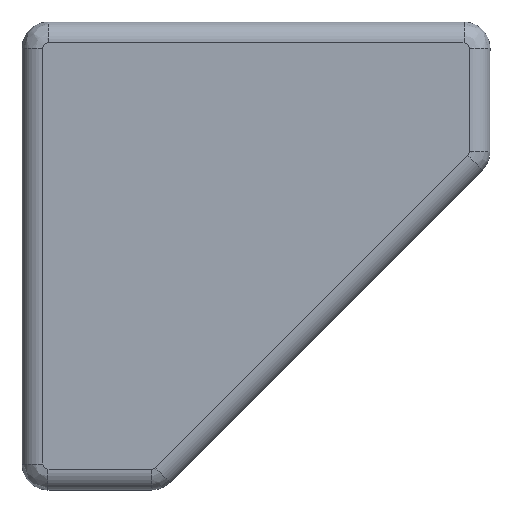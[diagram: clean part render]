
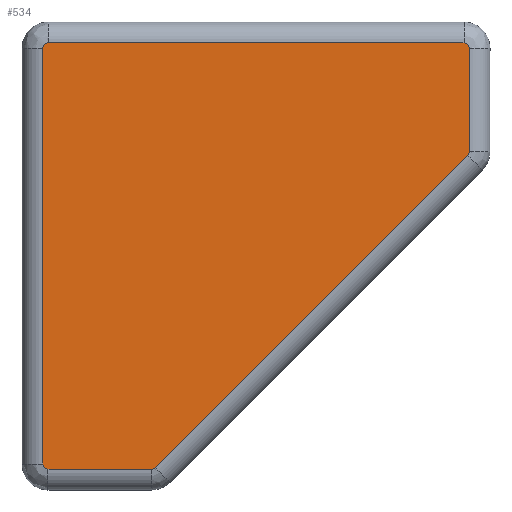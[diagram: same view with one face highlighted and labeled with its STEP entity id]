
A CAD part, front view. The second image highlights one B-rep face of the part: STEP entity #534.
In plain terms, the highlighted planar face has unit normal (0, -1, 0).
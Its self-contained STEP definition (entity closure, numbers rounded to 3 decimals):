
#26=PLANE('',#612);
#45=LINE('',#909,#76);
#46=LINE('',#913,#77);
#47=LINE('',#917,#78);
#48=LINE('',#921,#79);
#49=LINE('',#924,#80);
#76=VECTOR('',#732,1000.);
#77=VECTOR('',#735,1000.);
#78=VECTOR('',#738,1000.);
#79=VECTOR('',#741,1000.);
#80=VECTOR('',#744,1000.);
#126=FACE_OUTER_BOUND('',#163,.T.);
#163=EDGE_LOOP('',(#410,#411,#412,#413,#414,#415,#416,#417,#418,#419));
#218=CIRCLE('',#613,0.5);
#219=CIRCLE('',#614,0.5);
#220=CIRCLE('',#615,0.5);
#221=CIRCLE('',#616,0.5);
#222=CIRCLE('',#617,0.5);
#261=VERTEX_POINT('',#905);
#262=VERTEX_POINT('',#906);
#263=VERTEX_POINT('',#908);
#264=VERTEX_POINT('',#910);
#265=VERTEX_POINT('',#912);
#266=VERTEX_POINT('',#914);
#267=VERTEX_POINT('',#916);
#268=VERTEX_POINT('',#918);
#269=VERTEX_POINT('',#920);
#270=VERTEX_POINT('',#922);
#318=EDGE_CURVE('',#261,#262,#218,.T.);
#319=EDGE_CURVE('',#261,#263,#45,.T.);
#320=EDGE_CURVE('',#264,#263,#219,.T.);
#321=EDGE_CURVE('',#264,#265,#46,.T.);
#322=EDGE_CURVE('',#266,#265,#220,.T.);
#323=EDGE_CURVE('',#266,#267,#47,.T.);
#324=EDGE_CURVE('',#268,#267,#221,.T.);
#325=EDGE_CURVE('',#268,#269,#48,.T.);
#326=EDGE_CURVE('',#270,#269,#222,.T.);
#327=EDGE_CURVE('',#270,#262,#49,.T.);
#410=ORIENTED_EDGE('',*,*,#318,.F.);
#411=ORIENTED_EDGE('',*,*,#319,.T.);
#412=ORIENTED_EDGE('',*,*,#320,.F.);
#413=ORIENTED_EDGE('',*,*,#321,.T.);
#414=ORIENTED_EDGE('',*,*,#322,.F.);
#415=ORIENTED_EDGE('',*,*,#323,.T.);
#416=ORIENTED_EDGE('',*,*,#324,.F.);
#417=ORIENTED_EDGE('',*,*,#325,.T.);
#418=ORIENTED_EDGE('',*,*,#326,.F.);
#419=ORIENTED_EDGE('',*,*,#327,.T.);
#534=ADVANCED_FACE('',(#126),#26,.T.);
#612=AXIS2_PLACEMENT_3D('',#904,#728,#729);
#613=AXIS2_PLACEMENT_3D('',#907,#730,#731);
#614=AXIS2_PLACEMENT_3D('',#911,#733,#734);
#615=AXIS2_PLACEMENT_3D('',#915,#736,#737);
#616=AXIS2_PLACEMENT_3D('',#919,#739,#740);
#617=AXIS2_PLACEMENT_3D('',#923,#742,#743);
#728=DIRECTION('center_axis',(0.,-1.,0.));
#729=DIRECTION('ref_axis',(0.,0.,-1.));
#730=DIRECTION('center_axis',(0.,1.,0.));
#731=DIRECTION('ref_axis',(0.,0.,-1.));
#732=DIRECTION('',(-1.,0.,0.));
#733=DIRECTION('center_axis',(0.,1.,0.));
#734=DIRECTION('ref_axis',(0.,0.,-1.));
#735=DIRECTION('',(0.,0.,-1.));
#736=DIRECTION('center_axis',(0.,1.,0.));
#737=DIRECTION('ref_axis',(0.,0.,-1.));
#738=DIRECTION('',(1.,0.,0.));
#739=DIRECTION('center_axis',(0.,1.,0.));
#740=DIRECTION('ref_axis',(0.,0.,-1.));
#741=DIRECTION('',(0.707,0.,0.707));
#742=DIRECTION('center_axis',(0.,1.,0.));
#743=DIRECTION('ref_axis',(0.,0.,
-1.));
#744=DIRECTION('',(0.,0.,1.));
#904=CARTESIAN_POINT('Origin',(-22.5,0.,-22.5));
#905=CARTESIAN_POINT('',(20.,0.,20.5));
#906=CARTESIAN_POINT('',(20.5,0.,20.));
#907=CARTESIAN_POINT('Origin',(20.,0.,20.));
#908=CARTESIAN_POINT('',(-20.,0.,20.5));
#909=CARTESIAN_POINT('',(-22.5,0.,20.5));
#910=CARTESIAN_POINT('',(-20.5,0.,20.));
#911=CARTESIAN_POINT('Origin',(-20.,0.,20.));
#912=CARTESIAN_POINT('',(-20.5,0.,-20.));
#913=CARTESIAN_POINT('',(-20.5,0.,-22.5));
#914=CARTESIAN_POINT('',(-20.,0.,-20.5));
#915=CARTESIAN_POINT('Origin',(-20.,0.,-20.));
#916=CARTESIAN_POINT('',(-10.036,0.,-20.5));
#917=CARTESIAN_POINT('',(-9.,0.,-20.5));
#918=CARTESIAN_POINT('',(-9.682,0.,-20.354));
#919=CARTESIAN_POINT('Origin',(-10.036,0.,-20.));
#920=CARTESIAN_POINT('',(20.354,0.,9.682));
#921=CARTESIAN_POINT('',(-17.164,0.,-27.836));
#922=CARTESIAN_POINT('',(20.5,0.,10.036));
#923=CARTESIAN_POINT('Origin',(20.,0.,10.036));
#924=CARTESIAN_POINT('',(20.5,0.,22.5));
